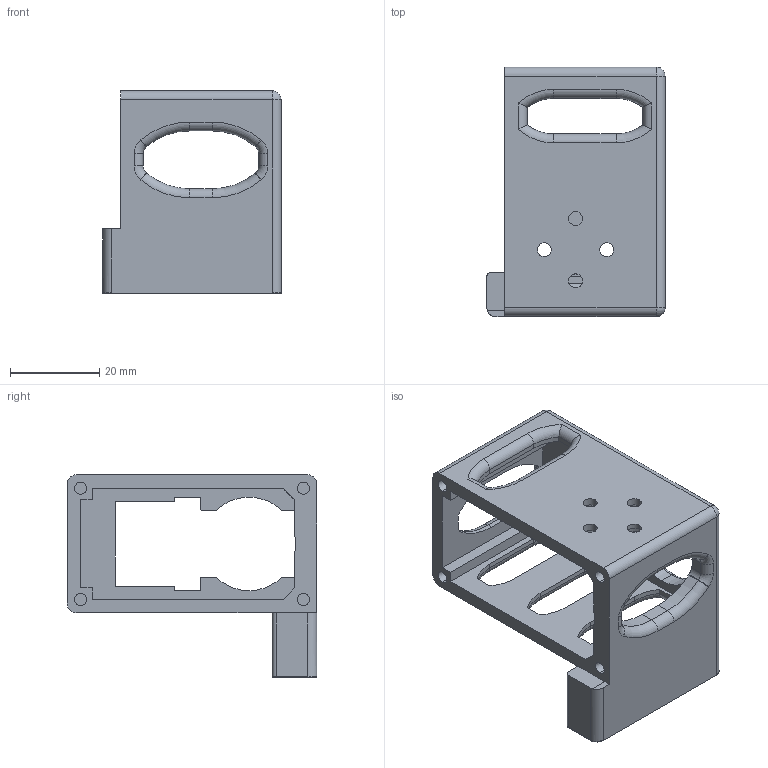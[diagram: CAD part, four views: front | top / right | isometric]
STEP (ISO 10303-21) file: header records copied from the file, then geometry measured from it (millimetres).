
FILE_DESCRIPTION (( 'STEP AP214' ), '1' );
FILE_NAME ('SAM_gripper_pas_p1.STEP', '2025-01-06T22:55:56', ( '' ), ( '' ), 'SwSTEP 2.0', 'SolidWorks 2023', '' );
FILE_SCHEMA (( 'AUTOMOTIVE_DESIGN' ));
Length unit declared in the file: millimetre
Products named in the file (1): SAM_gripper_pas_p1
Bounding box: 40 x 56 x 45.43 mm (x, y, z)
Volume: 22122.4 mm3; surface area: 13336.2 mm2
Topology: 1 solids, 1 shells, 280 faces, 706 edges, 419 vertices
Faces by surface type: cylinder 136, plane 77, torus 44, bspline 14, cone 6, sphere 3
Entity records: 8949 total; most frequent: CARTESIAN_POINT 2253, DIRECTION 1446, ORIENTED_EDGE 1386, EDGE_CURVE 693, AXIS2_PLACEMENT_3D 550, VERTEX_POINT 419, LINE 346, VECTOR 346
